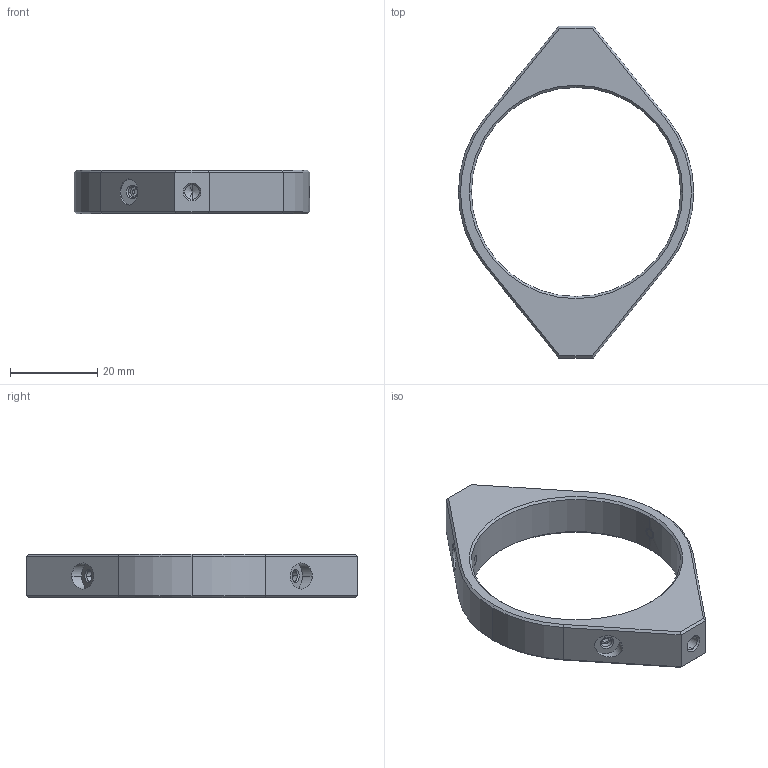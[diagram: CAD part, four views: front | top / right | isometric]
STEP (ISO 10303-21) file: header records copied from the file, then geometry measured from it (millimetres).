
FILE_DESCRIPTION (( 'STEP AP203' ), '1' );
FILE_NAME ('Web Model 17715_17715.step', '2021-12-22T16:53:40', ( '' ), ( '' ), 'SwSTEP 2.0', 'SolidWorks 2018', '' );
FILE_SCHEMA (( 'CONFIG_CONTROL_DESIGN' ));
Length unit declared in the file: millimetre
Products named in the file (1): Web Model 17715_17715
Bounding box: 54 x 76.2 x 10 mm (x, y, z)
Volume: 9163.8 mm3; surface area: 5560.7 mm2
Topology: 4 solids, 4 shells, 110 faces, 246 edges, 146 vertices
Faces by surface type: plane 49, cone 34, cylinder 25, bspline 2
Entity records: 4256 total; most frequent: CARTESIAN_POINT 1745, DIRECTION 512, ORIENTED_EDGE 484, EDGE_CURVE 242, AXIS2_PLACEMENT_3D 178, VECTOR 156, LINE 156, VERTEX_POINT 146
